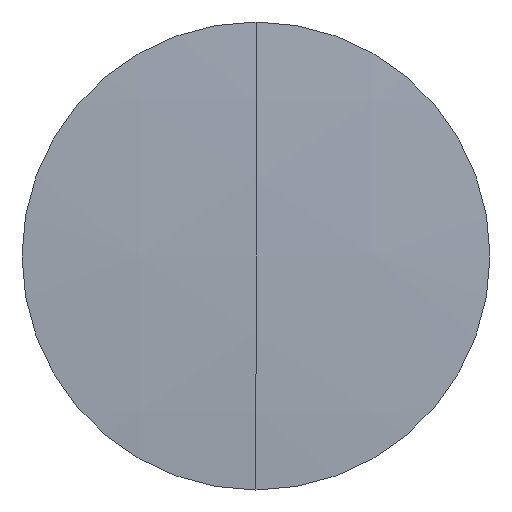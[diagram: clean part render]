
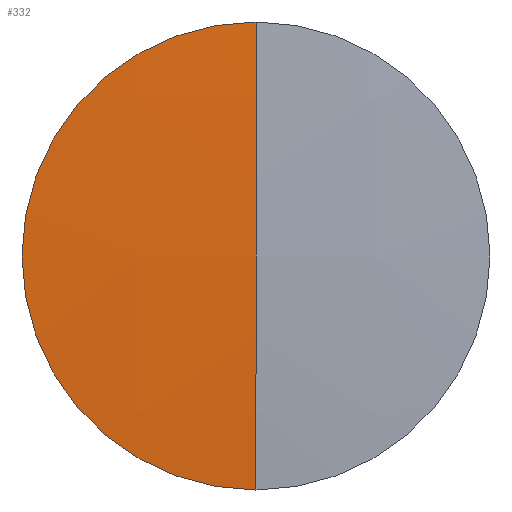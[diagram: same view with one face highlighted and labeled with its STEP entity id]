
A CAD part, left-side view. The second image highlights one B-rep face of the part: STEP entity #332.
In plain terms, the highlighted spherical face has radius 387.702 mm.
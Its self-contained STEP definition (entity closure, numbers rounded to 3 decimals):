
#5 = DIRECTION ( 'NONE',  ( 0., 1., 0. ) ) ;
#11 = CARTESIAN_POINT ( 'NONE',  ( 291.915, 0., -25. ) ) ;
#12 = DIRECTION ( 'NONE',  ( 0., 0., 1. ) ) ;
#21 = AXIS2_PLACEMENT_3D ( 'NONE', #281, #174, #295 ) ;
#32 = ORIENTED_EDGE ( 'NONE', *, *, #343, .T. ) ;
#77 = FACE_OUTER_BOUND ( 'NONE', #340, .T. ) ;
#86 = CARTESIAN_POINT ( 'NONE',  ( 678.81, 0., 0. ) ) ;
#107 = CARTESIAN_POINT ( 'NONE',  ( 678.81, 0., 0. ) ) ;
#112 = VERTEX_POINT ( 'NONE', #234 ) ;
#118 = CARTESIAN_POINT ( 'NONE',  ( 291.915, 0., 0. ) ) ;
#164 = CARTESIAN_POINT ( 'NONE',  ( 291.915, 0., 25. ) ) ;
#169 = EDGE_CURVE ( 'NONE', #230, #112, #252, .T. ) ;
#174 = DIRECTION ( 'NONE',  ( 0., 1., 0. ) ) ;
#185 = DIRECTION ( 'NONE',  ( 0., 0., -1. ) ) ;
#189 = ORIENTED_EDGE ( 'NONE', *, *, #169, .F. ) ;
#199 = EDGE_CURVE ( 'NONE', #280, #112, #337, .T. ) ;
#202 = SPHERICAL_SURFACE ( 'NONE', #229, 387.702 ) ;
#205 = DIRECTION ( 'NONE',  ( 0., -1., 0. ) ) ;
#213 = AXIS2_PLACEMENT_3D ( 'NONE', #118, #338, #342 ) ;
#222 = CIRCLE ( 'NONE', #213, 25. ) ;
#229 = AXIS2_PLACEMENT_3D ( 'NONE', #86, #5, #12 ) ;
#230 = VERTEX_POINT ( 'NONE', #164 ) ;
#234 = CARTESIAN_POINT ( 'NONE',  ( 291.108, 0., 0. ) ) ;
#252 = CIRCLE ( 'NONE', #278, 387.702 ) ;
#278 = AXIS2_PLACEMENT_3D ( 'NONE', #107, #205, #185 ) ;
#280 = VERTEX_POINT ( 'NONE', #11 ) ;
#281 = CARTESIAN_POINT ( 'NONE',  ( 678.81, 0., 0. ) ) ;
#285 = ORIENTED_EDGE ( 'NONE', *, *, #199, .T. ) ;
#295 = DIRECTION ( 'NONE',  ( 0., 0., 1. ) ) ;
#332 = ADVANCED_FACE ( 'NONE', ( #77 ), #202, .T. ) ;
#337 = CIRCLE ( 'NONE', #21, 387.702 ) ;
#338 = DIRECTION ( 'NONE',  ( -1., 0., 0. ) ) ;
#340 = EDGE_LOOP ( 'NONE', ( #32, #285, #189 ) ) ;
#342 = DIRECTION ( 'NONE',  ( 0., 0., 1. ) ) ;
#343 = EDGE_CURVE ( 'NONE', #230, #280, #222, .T. ) ;
